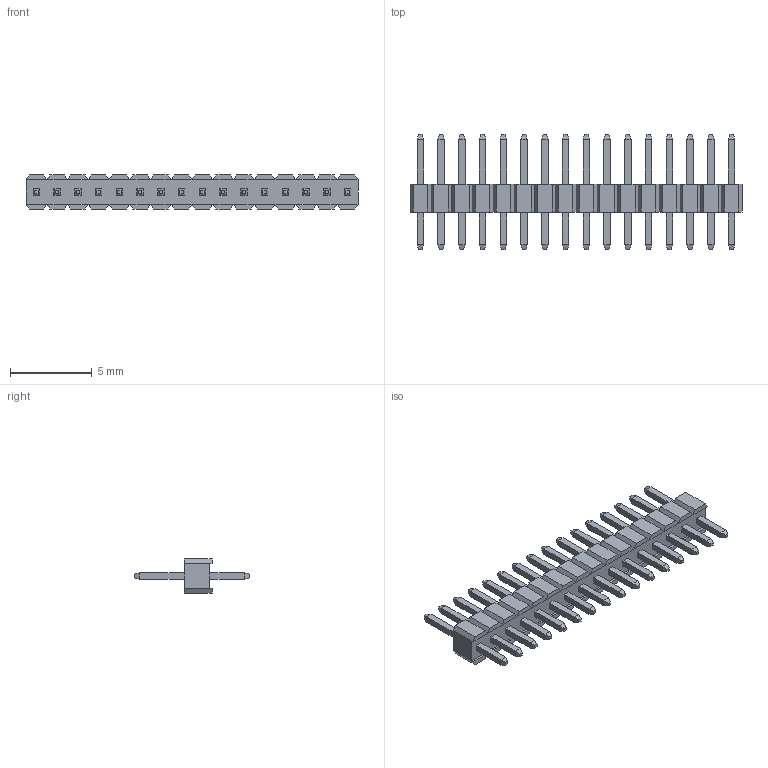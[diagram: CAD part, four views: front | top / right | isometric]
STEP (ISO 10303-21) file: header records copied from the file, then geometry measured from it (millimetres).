
FILE_DESCRIPTION(/* description */ (''),/* implementation_level */ '2;1');
FILE_NAME(/* name */ '707-3-16-1-20-xx.stp',/* time_stamp */ '2018-04-19T14:28:42+02:00',/* author */ ('Andreas.Larin'),/* organization */ (''),/* preprocessor_version */ 'ST-DEVELOPER v15.6',/* originating_system */ 'Autodesk Inventor 2015',/* authorisation */ '');
FILE_SCHEMA (('AUTOMOTIVE_DESIGN { 1 0 10303 214 3 1 1 }'));
Length unit declared in the file: centimetre
Products named in the file (1): 707-3-16-1-20-xx
Bounding box: 20.32 x 7.04 x 2.1 mm (x, y, z)
Volume: 78.5 mm3; surface area: 312 mm2
Topology: 1 solids, 1 shells, 422 faces, 972 edges, 584 vertices
Faces by surface type: plane 422
Entity records: 11444 total; most frequent: CARTESIAN_POINT 1979, ORIENTED_EDGE 1944, DIRECTION 1818, LINE 972, VECTOR 972, EDGE_CURVE 972, VERTEX_POINT 584, EDGE_LOOP 454
